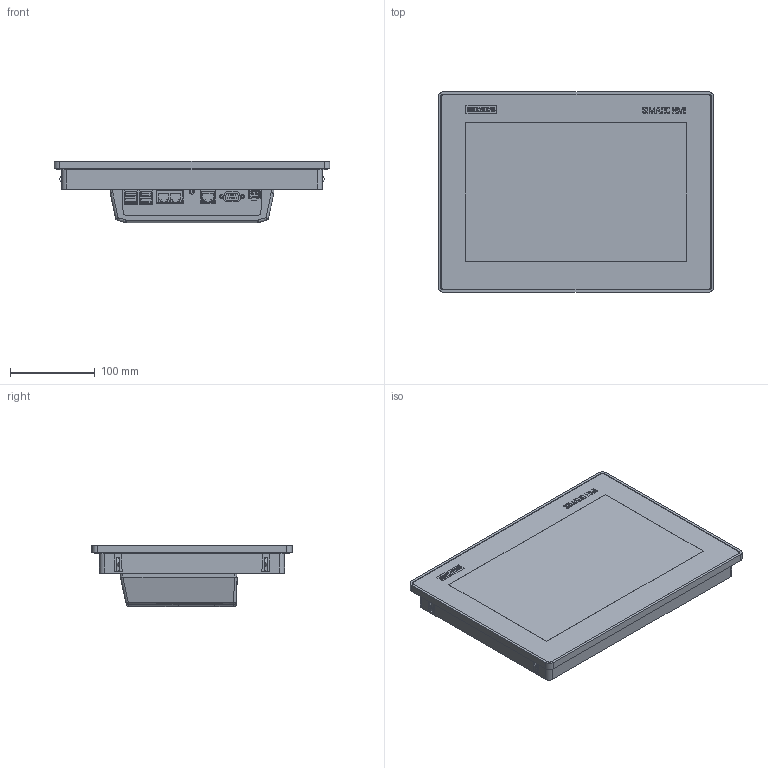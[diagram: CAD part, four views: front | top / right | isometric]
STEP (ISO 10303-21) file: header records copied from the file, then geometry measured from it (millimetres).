
FILE_DESCRIPTION(/* description */ (''),/* implementation_level */ '2;1');
FILE_NAME(/* name */ '6AV2128-3MB06-0AX0_3d.stp',/* time_stamp */ '2019-09-03T10:02:18+02:00',/* author */ (''),/* organization */ (''),/* preprocessor_version */ 'ST-DEVELOPER v16.7',/* originating_system */ 'SIEMENS PLM Software NX 12.0',/* authorisation */ '');
FILE_SCHEMA (('AUTOMOTIVE_DESIGN { 1 0 10303 214 3 1 1 1 }'));
Products named in the file (4): A5E30321192A_001; A5E48389638A_001; A5E48186237A_001; A5E48186221A_001
Assembly tree (3 placements, depth 2):
  A5E48186221A_001
    A5E48186237A_001
    A5E48389638A_001
    A5E30321192A_001
Bounding box: 326 x 237 x 72.7 mm (x, y, z)
Volume: 3241352 mm3; surface area: 241774.9 mm2
Topology: 189 solids, 189 shells, 2843 faces, 7127 edges, 4724 vertices
Faces by surface type: plane 2133, extrusion 550, cylinder 136, sphere 8, torus 8, bspline 7, cone 1
Full cylindrical faces by diameter (mm): 0.8 x9, 2.156 x2, 2.5 x2, 6 x1
Entity records: 122468 total; most frequent: CARTESIAN_POINT 38683, ORIENTED_EDGE 14180, DIRECTION 9713, EDGE_CURVE 7090, VERTEX_POINT 4721, VECTOR 4535, LINE 3985, B_SPLINE_CURVE_WITH_KNOTS 3355
